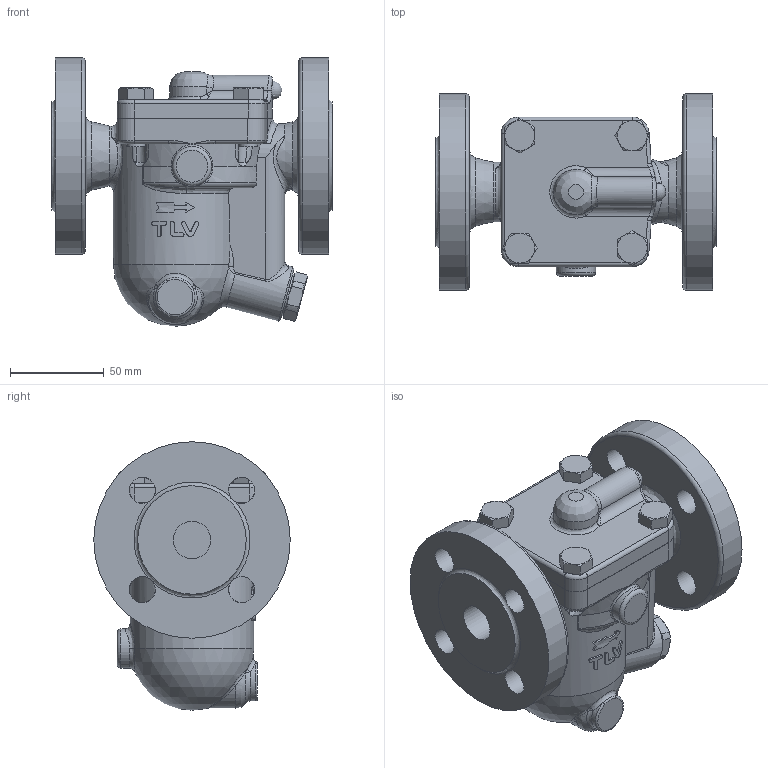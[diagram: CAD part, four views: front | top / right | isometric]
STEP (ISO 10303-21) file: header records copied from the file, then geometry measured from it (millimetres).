
FILE_DESCRIPTION((''),'2;1');
FILE_NAME('jh3b0-020-e0025-00.stp','2009-10-08T13:12:03',('nakaot'),(''),'Autodesk Inventor 2008','Autodesk Inventor 2008','');
FILE_SCHEMA(('AUTOMOTIVE_DESIGN { 1 0 10303 214 1 1 1 1 }'));
Length unit declared in the file: millimetre
Products named in the file (1): jh3b0-020-e0025-00
Bounding box: 150 x 105 x 143.5 mm (x, y, z)
Volume: 849921.7 mm3; surface area: 107006.5 mm2
Topology: 1 solids, 2 shells, 352 faces, 901 edges, 560 vertices
Faces by surface type: plane 103, bspline 100, cylinder 76, cone 49, torus 21, sphere 3
Full cylindrical faces by diameter (mm): 10 x9, 20 x2, 21 x2, 23 x1, 30 x1, 56.5 x1, 105 x2
Entity records: 24191 total; most frequent: CARTESIAN_POINT 16730, ORIENTED_EDGE 1660, DIRECTION 1340, EDGE_CURVE 830, AXIS2_PLACEMENT_3D 577, VERTEX_POINT 538, EDGE_LOOP 434, FACE_OUTER_BOUND 352
